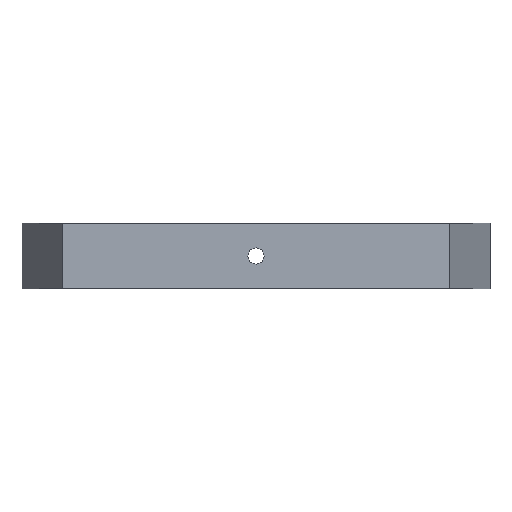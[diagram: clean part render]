
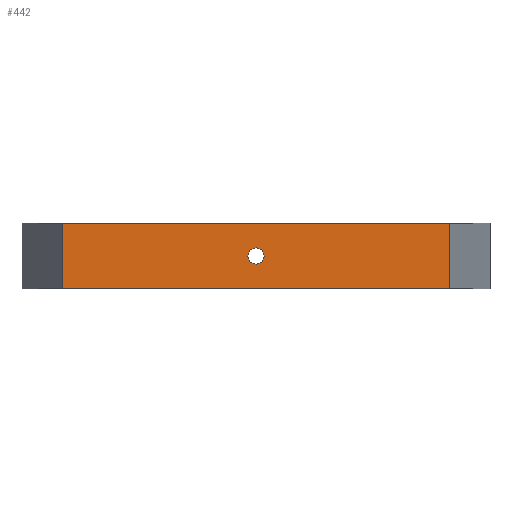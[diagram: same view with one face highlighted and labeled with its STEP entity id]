
A CAD part, left-side view. The second image highlights one B-rep face of the part: STEP entity #442.
In plain terms, the highlighted planar face has unit normal (-1, 0, 0).
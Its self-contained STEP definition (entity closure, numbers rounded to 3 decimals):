
#357=CARTESIAN_POINT('',(45.,279.,-4.));
#358=VERTEX_POINT('',#357);
#367=CARTESIAN_POINT('',(45.,279.,21.));
#368=VERTEX_POINT('',#367);
#369=CARTESIAN_POINT('',(45.,279.,21.));
#370=DIRECTION('',(0.,0.,-1.));
#371=VECTOR('',#370,25.);
#372=LINE('',#369,#371);
#373=EDGE_CURVE('',#368,#358,#372,.T.);
#392=CARTESIAN_POINT('',(45.,169.5,21.));
#393=DIRECTION('',(1.,0.,0.));
#394=DIRECTION('',(-0.,1.,0.));
#395=AXIS2_PLACEMENT_3D('',#392,#393,#394);
#396=PLANE('',#395);
#397=CARTESIAN_POINT('',(45.,204.5,11.6));
#398=VERTEX_POINT('',#397);
#399=CARTESIAN_POINT('',(45.,207.6,8.5));
#400=VERTEX_POINT('',#399);
#401=CARTESIAN_POINT('',(45.,204.5,8.5));
#402=DIRECTION('',(-1.,-0.,-0.));
#403=DIRECTION('',(-0.,1.,0.));
#404=AXIS2_PLACEMENT_3D('',#401,#402,#403);
#405=CIRCLE('',#404,3.1);
#406=EDGE_CURVE('',#398,#400,#405,.T.);
#407=ORIENTED_EDGE('',*,*,#406,.F.);
#408=CARTESIAN_POINT('',(45.,204.5,8.5));
#409=DIRECTION('',(-1.,-0.,-0.));
#410=DIRECTION('',(-0.,1.,0.));
#411=AXIS2_PLACEMENT_3D('',#408,#409,#410);
#412=CIRCLE('',#411,3.1);
#413=EDGE_CURVE('',#400,#398,#412,.T.);
#414=ORIENTED_EDGE('',*,*,#413,.F.);
#415=EDGE_LOOP('',(#407,#414));
#416=FACE_BOUND('',#415,.T.);
#417=CARTESIAN_POINT('',(45.,130.,-4.));
#418=VERTEX_POINT('',#417);
#419=CARTESIAN_POINT('',(45.,279.,-4.));
#420=DIRECTION('',(0.,-1.,0.));
#421=VECTOR('',#420,149.);
#422=LINE('',#419,#421);
#423=EDGE_CURVE('',#358,#418,#422,.T.);
#424=ORIENTED_EDGE('',*,*,#423,.T.);
#425=CARTESIAN_POINT('',(45.,130.,21.));
#426=VERTEX_POINT('',#425);
#427=CARTESIAN_POINT('',(45.,130.,21.));
#428=DIRECTION('',(0.,0.,-1.));
#429=VECTOR('',#428,25.);
#430=LINE('',#427,#429);
#431=EDGE_CURVE('',#426,#418,#430,.T.);
#432=ORIENTED_EDGE('',*,*,#431,.F.);
#433=CARTESIAN_POINT('',(45.,279.,21.));
#434=DIRECTION('',(0.,-1.,0.));
#435=VECTOR('',#434,149.);
#436=LINE('',#433,#435);
#437=EDGE_CURVE('',#368,#426,#436,.T.);
#438=ORIENTED_EDGE('',*,*,#437,.F.);
#439=ORIENTED_EDGE('',*,*,#373,.T.);
#440=EDGE_LOOP('',(#424,#432,#438,#439));
#441=FACE_BOUND('',#440,.T.);
#442=ADVANCED_FACE('',(#416,#441),#396,.F.);
